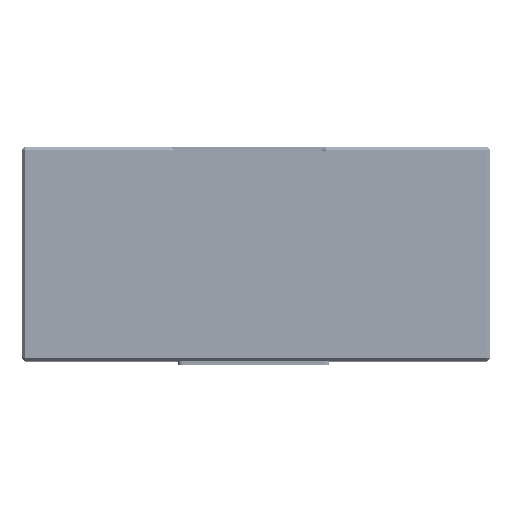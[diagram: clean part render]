
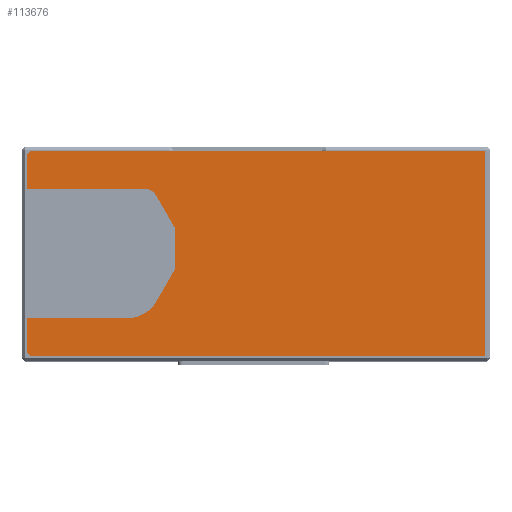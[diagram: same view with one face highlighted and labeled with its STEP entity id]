
A CAD part, top view. The second image highlights one B-rep face of the part: STEP entity #113676.
In plain terms, the highlighted planar face has unit normal (0, 0, 1).
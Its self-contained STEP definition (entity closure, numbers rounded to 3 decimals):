
#178 = AXIS2_PLACEMENT_3D ( 'NONE', #29745, #67607, #105516 ) ;
#2686 = CARTESIAN_POINT ( 'NONE',  ( 65.295, -21.565, 92.02 ) ) ;
#3417 = VERTEX_POINT ( 'NONE', #26764 ) ;
#3498 = EDGE_CURVE ( 'NONE', #83957, #29655, #10591, .T. ) ;
#5406 = EDGE_CURVE ( 'NONE', #52746, #108869, #83633, .T. ) ;
#9534 = VECTOR ( 'NONE', #30031, 1000. ) ;
#10548 = CARTESIAN_POINT ( 'NONE',  ( -55.11, -11.565, 92.02 ) ) ;
#10591 = LINE ( 'NONE', #48448, #98438 ) ;
#10753 = VECTOR ( 'NONE', #40516, 1000. ) ;
#11188 = LINE ( 'NONE', #49045, #119233 ) ;
#13547 = VECTOR ( 'NONE', #110464, 1000. ) ;
#16893 = CARTESIAN_POINT ( 'NONE',  ( -21.105, 20.592, 92.02 ) ) ;
#18224 = VECTOR ( 'NONE', #54761, 1000. ) ;
#18555 = EDGE_CURVE ( 'NONE', #105861, #50181, #53687, .T. ) ;
#20951 = DIRECTION ( 'NONE',  ( 1., 0., 0. ) ) ;
#21570 = CARTESIAN_POINT ( 'NONE',  ( -28.523, -11.565, 92.02 ) ) ;
#21754 = VECTOR ( 'NONE', #35260, 1000. ) ;
#23468 = CARTESIAN_POINT ( 'NONE',  ( -54.11, 32.335, 92.02 ) ) ;
#24045 = VERTEX_POINT ( 'NONE', #88305 ) ;
#25075 = EDGE_CURVE ( 'NONE', #108869, #105861, #39582, .T. ) ;
#26764 = CARTESIAN_POINT ( 'NONE',  ( 65.295, -21.565, 92.02 ) ) ;
#27282 = VERTEX_POINT ( 'NONE', #60386 ) ;
#28196 = VERTEX_POINT ( 'NONE', #89720 ) ;
#28512 = EDGE_CURVE ( 'NONE', #3417, #28196, #87743, .T. ) ;
#29161 = CARTESIAN_POINT ( 'NONE',  ( -24.124, 18.849, 92.02 ) ) ;
#29655 = VERTEX_POINT ( 'NONE', #69443 ) ;
#29745 = CARTESIAN_POINT ( 'NONE',  ( -28.523, -2.999, 92.02 ) ) ;
#30031 = DIRECTION ( 'NONE',  ( 1., 0., 0. ) ) ;
#30220 = EDGE_CURVE ( 'NONE', #28196, #33999, #35073, .T. ) ;
#30265 = PLANE ( 'NONE',  #90497 ) ;
#31429 = CARTESIAN_POINT ( 'NONE',  ( -54.11, 32.335, 92.02 ) ) ;
#33999 = VERTEX_POINT ( 'NONE', #23468 ) ;
#34001 = ORIENTED_EDGE ( 'NONE', *, *, #69543, .T. ) ;
#34070 = ORIENTED_EDGE ( 'NONE', *, *, #28512, .T. ) ;
#34277 = ORIENTED_EDGE ( 'NONE', *, *, #115956, .T. ) ;
#34676 = LINE ( 'NONE', #72563, #13547 ) ;
#35073 = LINE ( 'NONE', #72960, #90421 ) ;
#35260 = DIRECTION ( 'NONE',  ( -1., 0., 0. ) ) ;
#35962 = VERTEX_POINT ( 'NONE', #112743 ) ;
#36413 = DIRECTION ( 'NONE',  ( 0., -1., 0. ) ) ;
#37424 = CARTESIAN_POINT ( 'NONE',  ( -55.11, -20.565, 92.02 ) ) ;
#39474 = VECTOR ( 'NONE', #75312, 1000. ) ;
#39582 = LINE ( 'NONE', #77465, #52169 ) ;
#40516 = DIRECTION ( 'NONE',  ( 0., 1., 0. ) ) ;
#44635 = EDGE_CURVE ( 'NONE', #24045, #3417, #77215, .T. ) ;
#46345 = CARTESIAN_POINT ( 'NONE',  ( -24.124, 22.335, 92.02 ) ) ;
#47317 = CARTESIAN_POINT ( 'NONE',  ( -21.105, -7.282, 92.02 ) ) ;
#48448 = CARTESIAN_POINT ( 'NONE',  ( -55.11, -11.565, 92.02 ) ) ;
#49045 = CARTESIAN_POINT ( 'NONE',  ( -55.11, 31.335, 92.02 ) ) ;
#49077 = ORIENTED_EDGE ( 'NONE', *, *, #66622, .T. ) ;
#50181 = VERTEX_POINT ( 'NONE', #21570 ) ;
#52169 = VECTOR ( 'NONE', #115364, 1000. ) ;
#52746 = VERTEX_POINT ( 'NONE', #76756 ) ;
#53687 = CIRCLE ( 'NONE', #178, 8.566 ) ;
#54761 = DIRECTION ( 'NONE',  ( 0.5, -0.866, 0. ) ) ;
#57364 = AXIS2_PLACEMENT_3D ( 'NONE', #29161, #67023, #104945 ) ;
#59879 = CARTESIAN_POINT ( 'NONE',  ( -16.105, 1.378, 92.02 ) ) ;
#60386 = CARTESIAN_POINT ( 'NONE',  ( -55.11, 22.335, 92.02 ) ) ;
#62237 = VECTOR ( 'NONE', #36413, 1000. ) ;
#62758 = ORIENTED_EDGE ( 'NONE', *, *, #78258, .T. ) ;
#63234 = EDGE_CURVE ( 'NONE', #29655, #24045, #122503, .T. ) ;
#64047 = ORIENTED_EDGE ( 'NONE', *, *, #83951, .T. ) ;
#66622 = EDGE_CURVE ( 'NONE', #35962, #27282, #11188, .T. ) ;
#67023 = DIRECTION ( 'NONE',  ( 0., 0., -1. ) ) ;
#67607 = DIRECTION ( 'NONE',  ( 0., 0., -1. ) ) ;
#68125 = CARTESIAN_POINT ( 'NONE',  ( -24.124, 18.849, 92.02 ) ) ;
#69292 = DIRECTION ( 'NONE',  ( -0.707, -0.707, 0. ) ) ;
#69443 = CARTESIAN_POINT ( 'NONE',  ( -55.11, -20.565, 92.02 ) ) ;
#69543 = EDGE_CURVE ( 'NONE', #109063, #52746, #101987, .T. ) ;
#72563 = CARTESIAN_POINT ( 'NONE',  ( -55.11, 22.335, 92.02 ) ) ;
#72960 = CARTESIAN_POINT ( 'NONE',  ( 65.295, 32.335, 92.02 ) ) ;
#75312 = DIRECTION ( 'NONE',  ( 0.707, -0.707, 0. ) ) ;
#76756 = CARTESIAN_POINT ( 'NONE',  ( -16.105, 11.932, 92.02 ) ) ;
#77215 = LINE ( 'NONE', #115121, #9534 ) ;
#77465 = CARTESIAN_POINT ( 'NONE',  ( -16.105, 1.378, 92.02 ) ) ;
#78258 = EDGE_CURVE ( 'NONE', #27282, #87721, #34676, .T. ) ;
#79312 = EDGE_LOOP ( 'NONE', ( #83292, #34277, #49077, #62758, #64047, #34001, #99303, #104429, #97725, #110639, #110289, #103879, #90885, #34070 ) ) ;
#82479 = LINE ( 'NONE', #120337, #21754 ) ;
#82798 = CARTESIAN_POINT ( 'NONE',  ( -21.105, 20.592, 92.02 ) ) ;
#83292 = ORIENTED_EDGE ( 'NONE', *, *, #30220, .T. ) ;
#83633 = LINE ( 'NONE', #121502, #62237 ) ;
#83951 = EDGE_CURVE ( 'NONE', #87721, #109063, #110927, .T. ) ;
#83957 = VERTEX_POINT ( 'NONE', #10548 ) ;
#84221 = EDGE_CURVE ( 'NONE', #50181, #83957, #82479, .T. ) ;
#86333 = DIRECTION ( 'NONE',  ( 0., -1., 0. ) ) ;
#86933 = DIRECTION ( 'NONE',  ( 0., -1., 0. ) ) ;
#87721 = VERTEX_POINT ( 'NONE', #46345 ) ;
#87743 = LINE ( 'NONE', #2686, #10753 ) ;
#88305 = CARTESIAN_POINT ( 'NONE',  ( -54.11, -21.565, 92.02 ) ) ;
#89720 = CARTESIAN_POINT ( 'NONE',  ( 65.295, 32.335, 92.02 ) ) ;
#90421 = VECTOR ( 'NONE', #110862, 1000. ) ;
#90497 = AXIS2_PLACEMENT_3D ( 'NONE', #68125, #106034, #20951 ) ;
#90885 = ORIENTED_EDGE ( 'NONE', *, *, #44635, .T. ) ;
#97725 = ORIENTED_EDGE ( 'NONE', *, *, #18555, .T. ) ;
#98438 = VECTOR ( 'NONE', #86333, 1000. ) ;
#99303 = ORIENTED_EDGE ( 'NONE', *, *, #5406, .T. ) ;
#101987 = LINE ( 'NONE', #16893, #18224 ) ;
#103879 = ORIENTED_EDGE ( 'NONE', *, *, #63234, .T. ) ;
#104429 = ORIENTED_EDGE ( 'NONE', *, *, #25075, .T. ) ;
#104945 = DIRECTION ( 'NONE',  ( 1., 0., 0. ) ) ;
#105516 = DIRECTION ( 'NONE',  ( 1., 0., 0. ) ) ;
#105861 = VERTEX_POINT ( 'NONE', #47317 ) ;
#106034 = DIRECTION ( 'NONE',  ( 0., 0., 1. ) ) ;
#108869 = VERTEX_POINT ( 'NONE', #59879 ) ;
#109063 = VERTEX_POINT ( 'NONE', #82798 ) ;
#110289 = ORIENTED_EDGE ( 'NONE', *, *, #3498, .T. ) ;
#110464 = DIRECTION ( 'NONE',  ( 1., 0., 0. ) ) ;
#110531 = VECTOR ( 'NONE', #69292, 1000. ) ;
#110639 = ORIENTED_EDGE ( 'NONE', *, *, #84221, .T. ) ;
#110862 = DIRECTION ( 'NONE',  ( -1., 0., 0. ) ) ;
#110927 = CIRCLE ( 'NONE', #57364, 3.486 ) ;
#112743 = CARTESIAN_POINT ( 'NONE',  ( -55.11, 31.335, 92.02 ) ) ;
#113676 = ADVANCED_FACE ( 'NONE', ( #115351 ), #30265, .T. ) ;
#115121 = CARTESIAN_POINT ( 'NONE',  ( -54.11, -21.565, 92.02 ) ) ;
#115351 = FACE_OUTER_BOUND ( 'NONE', #79312, .T. ) ;
#115364 = DIRECTION ( 'NONE',  ( -0.5, -0.866, 0. ) ) ;
#115956 = EDGE_CURVE ( 'NONE', #33999, #35962, #116498, .T. ) ;
#116498 = LINE ( 'NONE', #31429, #110531 ) ;
#119233 = VECTOR ( 'NONE', #86933, 1000. ) ;
#120337 = CARTESIAN_POINT ( 'NONE',  ( -28.523, -11.565, 92.02 ) ) ;
#121502 = CARTESIAN_POINT ( 'NONE',  ( -16.105, 11.932, 92.02 ) ) ;
#122503 = LINE ( 'NONE', #37424, #39474 ) ;
